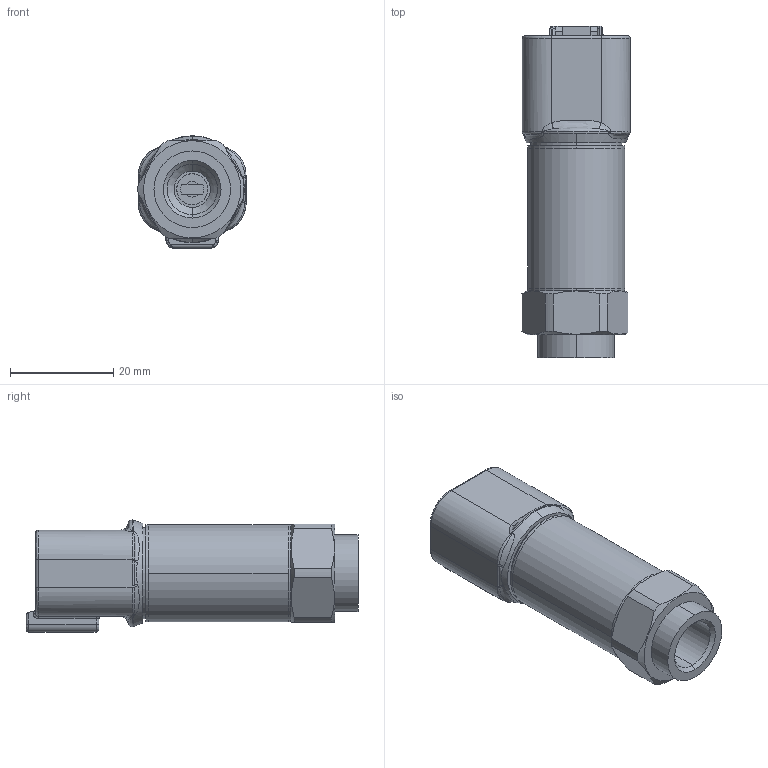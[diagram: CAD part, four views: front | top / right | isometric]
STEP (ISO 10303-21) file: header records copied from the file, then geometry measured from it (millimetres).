
FILE_DESCRIPTION (( 'STEP AP214' ), '1' );
FILE_NAME ('825X.XX.XX.24.D4.STEP', '2019-08-12T11:12:09', ( '' ), ( '' ), 'SwSTEP 2.0', 'SolidWorks 2016', '' );
FILE_SCHEMA (( 'AUTOMOTIVE_DESIGN' ));
Length unit declared in the file: millimetre
Products named in the file (6): B65016; DEUTSCH_4P_D4; C21542_defeatured; C23116_44_C23116; C23116_24; 825X.XX.XX.24.D4
Assembly tree (5 placements, depth 3):
  825X.XX.XX.24.D4
    C21542_defeatured
    C23116_24
      C23116_44_C23116
      B65016
    DEUTSCH_4P_D4
Bounding box: 20.91 x 64.19 x 21.72 mm (x, y, z)
Volume: 13296.1 mm3; surface area: 7598.2 mm2
Topology: 4 solids, 4 shells, 318 faces, 787 edges, 481 vertices
Faces by surface type: bspline 103, plane 94, cylinder 90, cone 29, torus 2
Entity records: 13674 total; most frequent: CARTESIAN_POINT 6165, ORIENTED_EDGE 1562, DIRECTION 1289, EDGE_CURVE 781, VERTEX_POINT 481, AXIS2_PLACEMENT_3D 476, EDGE_LOOP 338, LINE 337
